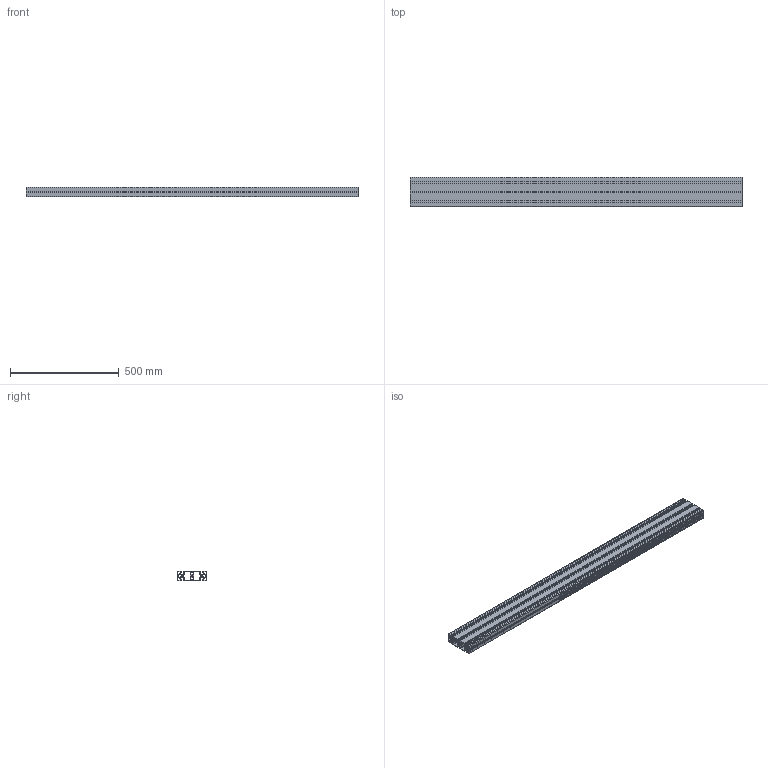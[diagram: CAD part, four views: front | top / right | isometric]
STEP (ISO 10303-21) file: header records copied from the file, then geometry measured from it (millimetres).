
FILE_DESCRIPTION(/* description */ (''),/* implementation_level */ '2;1');
FILE_NAME(/* name */ '10-45135-0-60IN.stp',/* time_stamp */ '2024-11-12T09:57:26-05:00',/* author */ ('esanner'),/* organization */ (''),/* preprocessor_version */ 'ST-DEVELOPER v19',/* originating_system */ 'AutoCAD Mechanical',/* authorisation */ '');
FILE_SCHEMA (('AUTOMOTIVE_DESIGN { 1 0 10303 214 3 1 1 }'));
Length unit declared in the file: millimetre
Products named in the file (1): Product
Bounding box: 1524 x 135 x 45 mm (x, y, z)
Volume: 2437750.2 mm3; surface area: 1851883.8 mm2
Topology: 1 solids, 1 shells, 314 faces, 954 edges, 642 vertices
Faces by surface type: plane 162, cylinder 152
Entity records: 10845 total; most frequent: CARTESIAN_POINT 1911, ORIENTED_EDGE 1908, DIRECTION 1888, EDGE_CURVE 954, LINE 650, VECTOR 650, VERTEX_POINT 642, AXIS2_PLACEMENT_3D 619
